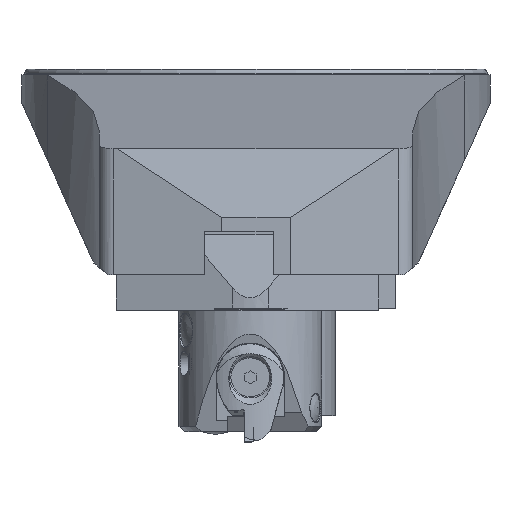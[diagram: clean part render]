
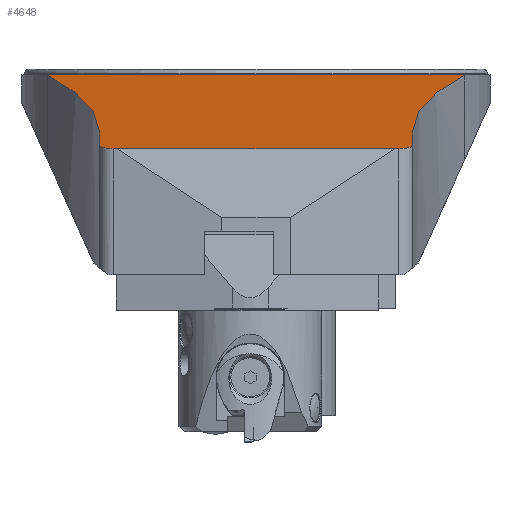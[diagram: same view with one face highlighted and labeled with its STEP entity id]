
A CAD part, left-side view. The second image highlights one B-rep face of the part: STEP entity #4648.
In plain terms, the highlighted planar face has unit normal (-0.202, 0, 0.979).
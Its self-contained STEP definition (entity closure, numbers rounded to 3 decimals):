
#4648=ADVANCED_FACE('',(#5471),#5004,.F.);
#5004=PLANE('',#14468);
#5471=FACE_OUTER_BOUND('',#6069,.T.);
#6069=EDGE_LOOP('',(#8865,#8866,#8867,#8868,#8869,#8870,#8871,#8872,#8873,
#8874,#8875,#8876));
#6177=ELLIPSE('',#14442,265.472,260.);
#6182=ELLIPSE('',#14450,265.472,260.);
#6192=ELLIPSE('',#14464,6.126,6.);
#6193=ELLIPSE('',#14465,6.126,6.);
#6194=ELLIPSE('',#14466,132.736,130.);
#6195=ELLIPSE('',#14467,132.736,130.);
#8865=ORIENTED_EDGE('',*,*,#11285,.T.);
#8866=ORIENTED_EDGE('',*,*,#11341,.T.);
#8867=ORIENTED_EDGE('',*,*,#11269,.T.);
#8868=ORIENTED_EDGE('',*,*,#11265,.F.);
#8869=ORIENTED_EDGE('',*,*,#11263,.T.);
#8870=ORIENTED_EDGE('',*,*,#11342,.T.);
#8871=ORIENTED_EDGE('',*,*,#11291,.T.);
#8872=ORIENTED_EDGE('',*,*,#11317,.T.);
#8873=ORIENTED_EDGE('',*,*,#11343,.T.);
#8874=ORIENTED_EDGE('',*,*,#11241,.T.);
#8875=ORIENTED_EDGE('',*,*,#11344,.T.);
#8876=ORIENTED_EDGE('',*,*,#11326,.T.);
#9882=VERTEX_POINT('',#20848);
#9883=VERTEX_POINT('',#20849);
#9903=VERTEX_POINT('',#20893);
#9904=VERTEX_POINT('',#20895);
#9905=VERTEX_POINT('',#20899);
#9908=VERTEX_POINT('',#20907);
#9920=VERTEX_POINT('',#20938);
#9921=VERTEX_POINT('',#20940);
#9926=VERTEX_POINT('',#20953);
#9927=VERTEX_POINT('',#20954);
#9948=VERTEX_POINT('',#21003);
#9954=VERTEX_POINT('',#21022);
#11241=EDGE_CURVE('',#9882,#9883,#12046,.T.);
#11263=EDGE_CURVE('',#9904,#9903,#12064,.T.);
#11265=EDGE_CURVE('',#9904,#9905,#12066,.T.);
#11269=EDGE_CURVE('',#9908,#9905,#12070,.T.);
#11285=EDGE_CURVE('',#9921,#9920,#12086,.T.);
#11291=EDGE_CURVE('',#9926,#9927,#12092,.T.);
#11317=EDGE_CURVE('',#9927,#9948,#6177,.T.);
#11326=EDGE_CURVE('',#9954,#9921,#6182,.T.);
#11341=EDGE_CURVE('',#9920,#9908,#6192,.T.);
#11342=EDGE_CURVE('',#9903,#9926,#6193,.T.);
#11343=EDGE_CURVE('',#9948,#9882,#6194,.T.);
#11344=EDGE_CURVE('',#9883,#9954,#6195,.T.);
#12046=LINE('',#20847,#12813);
#12064=LINE('',#20894,#12831);
#12066=LINE('',#20898,#12833);
#12070=LINE('',#20906,#12837);
#12086=LINE('',#20939,#12853);
#12092=LINE('',#20952,#12859);
#12813=VECTOR('',#16812,1.);
#12831=VECTOR('',#16844,1.);
#12833=VECTOR('',#16848,1.);
#12837=VECTOR('',#16854,1.);
#12853=VECTOR('',#16878,1.);
#12859=VECTOR('',#16888,1.);
#14442=AXIS2_PLACEMENT_3D('',#21004,#16925,#16926);
#14450=AXIS2_PLACEMENT_3D('',#21021,#16945,#16946);
#14464=AXIS2_PLACEMENT_3D('',#21048,#16978,#16979);
#14465=AXIS2_PLACEMENT_3D('',#21049,#16980,#16981);
#14466=AXIS2_PLACEMENT_3D('',#21050,#16982,#16983);
#14467=AXIS2_PLACEMENT_3D('',#21051,#16984,#16985);
#14468=AXIS2_PLACEMENT_3D('',#21052,#16986,#16987);
#16812=DIRECTION('',(0.,1.,0.));
#16844=DIRECTION('',(0.174,-0.984,0.036));
#16848=DIRECTION('',(0.,1.,0.));
#16854=DIRECTION('',(-0.174,-0.984,-0.036));
#16878=DIRECTION('',(-0.979,0.,-0.202));
#16888=DIRECTION('',(0.979,0.,0.202));
#16925=DIRECTION('',(0.202,0.,-0.979));
#16926=DIRECTION('',(0.979,0.,0.202));
#16945=DIRECTION('',(0.202,0.,-0.979));
#16946=DIRECTION('',(0.979,0.,0.202));
#16978=DIRECTION('',(-0.202,0.,0.979));
#16979=DIRECTION('',(0.979,0.,0.202));
#16980=DIRECTION('',(-0.202,0.,0.979));
#16981=DIRECTION('',(-0.979,0.,-0.202));
#16982=DIRECTION('',(-0.202,0.,0.979));
#16983=DIRECTION('',(0.979,0.,0.202));
#16984=DIRECTION('',(-0.202,0.,0.979));
#16985=DIRECTION('',(0.979,0.,0.202));
#16986=DIRECTION('',(0.202,0.,-0.979));
#16987=DIRECTION('',(0.979,0.,0.202));
#20847=CARTESIAN_POINT('',(-86.5,-219.,-2.));
#20848=CARTESIAN_POINT('',(-86.5,-73.12,-2.));
#20849=CARTESIAN_POINT('',(-86.5,73.12,-2.));
#20893=CARTESIAN_POINT('',(-212.292,-50.042,-27.943));
#20894=CARTESIAN_POINT('',(-219.141,-11.201,-29.355));
#20895=CARTESIAN_POINT('',(-212.569,-48.471,-28.));
#20898=CARTESIAN_POINT('',(-212.569,-219.,-28.));
#20899=CARTESIAN_POINT('',(-212.569,48.471,-28.));
#20906=CARTESIAN_POINT('',(-219.141,11.201,-29.355));
#20907=CARTESIAN_POINT('',(-212.292,50.042,-27.943));
#20938=CARTESIAN_POINT('',(-206.383,55.,-26.724));
#20939=CARTESIAN_POINT('',(-86.5,55.,-2.));
#20940=CARTESIAN_POINT('',(-181.865,55.,-21.668));
#20952=CARTESIAN_POINT('',(-86.5,-55.,-2.));
#20953=CARTESIAN_POINT('',(-206.383,-55.,-26.724));
#20954=CARTESIAN_POINT('',(-181.865,-55.,-21.668));
#21003=CARTESIAN_POINT('',(-86.807,-73.,-2.063));
#21004=CARTESIAN_POINT('',(-181.865,-315.,-21.668));
#21021=CARTESIAN_POINT('',(-181.865,315.,-21.668));
#21022=CARTESIAN_POINT('',(-86.807,73.,-2.063));
#21048=CARTESIAN_POINT('',(-206.383,49.,-26.724));
#21049=CARTESIAN_POINT('',(-206.383,-49.,-26.724));
#21050=CARTESIAN_POINT('',(-39.279,48.,7.739));
#21051=CARTESIAN_POINT('',(-39.279,-48.,7.739));
#21052=CARTESIAN_POINT('',(-86.5,-219.,-2.));
